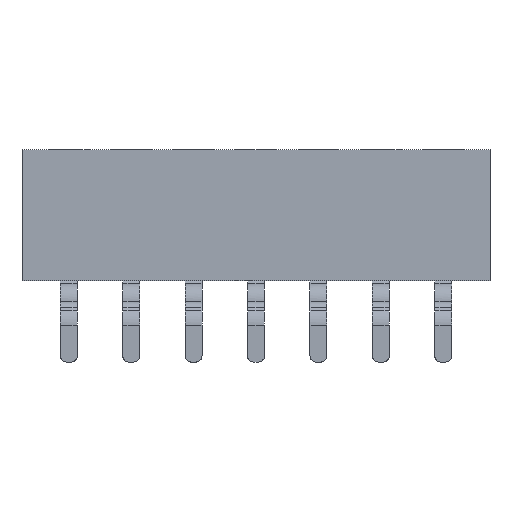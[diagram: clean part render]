
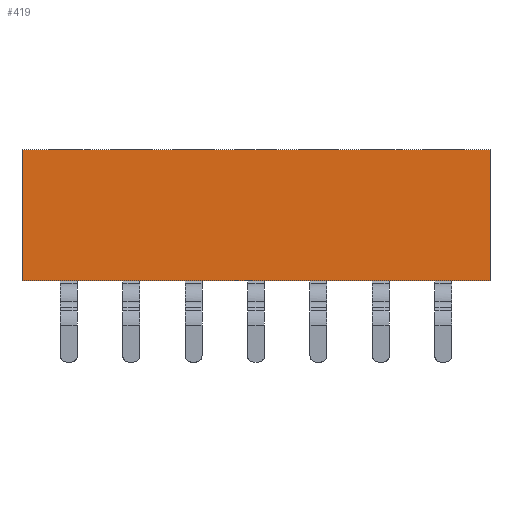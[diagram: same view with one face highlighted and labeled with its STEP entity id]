
A CAD part, front view. The second image highlights one B-rep face of the part: STEP entity #419.
In plain terms, the highlighted planar face has unit normal (0, -1, 0).
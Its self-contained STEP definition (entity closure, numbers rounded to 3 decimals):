
#46=CARTESIAN_POINT('',(2.75,-0.75,-1.05));
#47=VERTEX_POINT('',#46);
#57=CARTESIAN_POINT('',(2.75,-0.75,1.05));
#58=VERTEX_POINT('',#57);
#59=CARTESIAN_POINT('',(2.75,-0.75,-1.05));
#60=CARTESIAN_POINT('',(2.75,-0.75,-0.63));
#61=CARTESIAN_POINT('',(2.75,-0.75,-0.21));
#62=CARTESIAN_POINT('',(2.75,-0.75,0.21));
#63=CARTESIAN_POINT('',(2.75,-0.75,0.63));
#64=CARTESIAN_POINT('',(2.75,-0.75,1.05));
#65=B_SPLINE_CURVE_WITH_KNOTS('',5,(#59,#60,#61,#62,#63,#64),.UNSPECIFIED.,.F.,.U.,(6,6),(0.,2.1),.UNSPECIFIED.);
#66=EDGE_CURVE('',#47,#58,#65,.T.);
#129=CARTESIAN_POINT('',(10.25,-0.75,-1.05));
#130=VERTEX_POINT('',#129);
#140=CARTESIAN_POINT('',(2.75,-0.75,-1.05));
#141=CARTESIAN_POINT('',(4.25,-0.75,-1.05));
#142=CARTESIAN_POINT('',(5.75,-0.75,-1.05));
#143=CARTESIAN_POINT('',(7.25,-0.75,-1.05));
#144=CARTESIAN_POINT('',(8.75,-0.75,-1.05));
#145=CARTESIAN_POINT('',(10.25,-0.75,-1.05));
#146=B_SPLINE_CURVE_WITH_KNOTS('',5,(#140,#141,#142,#143,#144,#145),.UNSPECIFIED.,.F.,.U.,(6,6),(0.,7.5),.UNSPECIFIED.);
#147=EDGE_CURVE('',#47,#130,#146,.T.);
#390=CARTESIAN_POINT('',(6.5,-0.75,0.));
#391=DIRECTION('',(1.,0.,0.));
#392=DIRECTION('',(0.,-1.,0.));
#393=AXIS2_PLACEMENT_3D('',#390,#392,#391);
#394=PLANE('',#393);
#395=ORIENTED_EDGE('',*,*,#147,.T.);
#396=CARTESIAN_POINT('',(10.25,-0.75,1.05));
#397=VERTEX_POINT('',#396);
#398=CARTESIAN_POINT('',(10.25,-0.75,1.05));
#399=CARTESIAN_POINT('',(10.25,-0.75,0.63));
#400=CARTESIAN_POINT('',(10.25,-0.75,0.21));
#401=CARTESIAN_POINT('',(10.25,-0.75,-0.21));
#402=CARTESIAN_POINT('',(10.25,-0.75,-0.63));
#403=CARTESIAN_POINT('',(10.25,-0.75,-1.05));
#404=B_SPLINE_CURVE_WITH_KNOTS('',5,(#398,#399,#400,#401,#402,#403),.UNSPECIFIED.,.F.,.U.,(6,6),(0.,2.1),.UNSPECIFIED.);
#405=EDGE_CURVE('',#397,#130,#404,.T.);
#406=ORIENTED_EDGE('',*,*,#405,.F.);
#407=CARTESIAN_POINT('',(2.75,-0.75,1.05));
#408=CARTESIAN_POINT('',(4.25,-0.75,1.05));
#409=CARTESIAN_POINT('',(5.75,-0.75,1.05));
#410=CARTESIAN_POINT('',(7.25,-0.75,1.05));
#411=CARTESIAN_POINT('',(8.75,-0.75,1.05));
#412=CARTESIAN_POINT('',(10.25,-0.75,1.05));
#413=B_SPLINE_CURVE_WITH_KNOTS('',5,(#407,#408,#409,#410,#411,#412),.UNSPECIFIED.,.F.,.U.,(6,6),(0.,7.5),.UNSPECIFIED.);
#414=EDGE_CURVE('',#58,#397,#413,.T.);
#415=ORIENTED_EDGE('',*,*,#414,.F.);
#416=ORIENTED_EDGE('',*,*,#66,.F.);
#417=EDGE_LOOP('',(#395,#406,#415,#416));
#418=FACE_OUTER_BOUND('',#417,.T.);
#419=ADVANCED_FACE('',(#418),#394,.T.);
